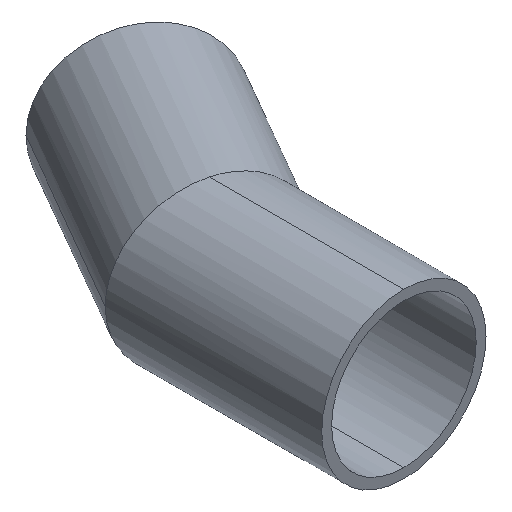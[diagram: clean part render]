
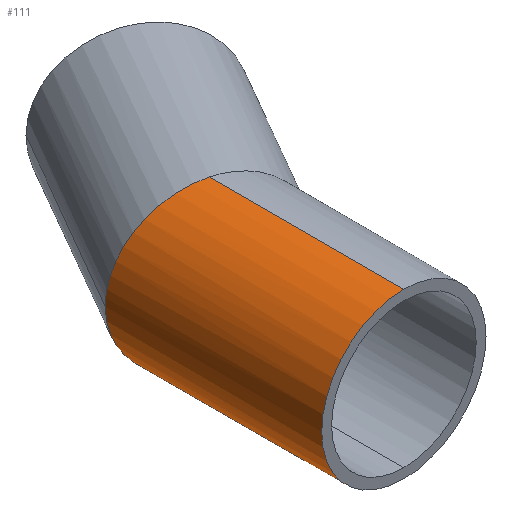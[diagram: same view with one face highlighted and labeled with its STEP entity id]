
A CAD part, isometric view. The second image highlights one B-rep face of the part: STEP entity #111.
In plain terms, the highlighted cylindrical face has radius 55 mm (diameter 110 mm), a partial arc.
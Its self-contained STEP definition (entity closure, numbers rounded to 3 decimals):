
#6 = CARTESIAN_POINT ( 'NONE',  ( 0., 0., -55. ) ) ;
#16 =( BOUNDED_CURVE ( )  B_SPLINE_CURVE ( 3, ( #65, #340, #67, #293 ),
 .UNSPECIFIED., .F., .T. ) 
 B_SPLINE_CURVE_WITH_KNOTS ( ( 4, 4 ),
 ( 4.712, 6.283 ),
 .UNSPECIFIED. ) 
 CURVE ( )  GEOMETRIC_REPRESENTATION_ITEM ( )  RATIONAL_B_SPLINE_CURVE ( ( 1., 0.805, 0.805, 1. ) ) 
 REPRESENTATION_ITEM ( '' )  );
#24 = AXIS2_PLACEMENT_3D ( 'NONE', #211, #95, #174 ) ;
#27 = EDGE_CURVE ( 'NONE', #48, #266, #28, .T. ) ;
#28 = LINE ( 'NONE', #150, #299 ) ;
#33 = LINE ( 'NONE', #6, #260 ) ;
#39 = CARTESIAN_POINT ( 'NONE',  ( 0., 0., 55. ) ) ;
#48 = VERTEX_POINT ( 'NONE', #39 ) ;
#52 = DIRECTION ( 'NONE',  ( 0., 0., 1. ) ) ;
#61 = CARTESIAN_POINT ( 'NONE',  ( -55., 144.961, 0. ) ) ;
#65 = CARTESIAN_POINT ( 'NONE',  ( 0., 130.223, 55. ) ) ;
#67 = CARTESIAN_POINT ( 'NONE',  ( -55., 144.961, 32.218 ) ) ;
#69 = CARTESIAN_POINT ( 'NONE',  ( 0., 130.223, -55. ) ) ;
#72 = CARTESIAN_POINT ( 'NONE',  ( 0., 0., 0. ) ) ;
#77 = ORIENTED_EDGE ( 'NONE', *, *, #27, .T. ) ;
#93 = CARTESIAN_POINT ( 'NONE',  ( 0., 0., -55. ) ) ;
#95 = DIRECTION ( 'NONE',  ( 0., 1., 0. ) ) ;
#102 = VERTEX_POINT ( 'NONE', #93 ) ;
#111 = ADVANCED_FACE ( 'NONE', ( #216 ), #238, .T. ) ;
#119 = CARTESIAN_POINT ( 'NONE',  ( 0., 130.223, 55. ) ) ;
#142 =( BOUNDED_CURVE ( )  B_SPLINE_CURVE ( 3, ( #61, #152, #246, #69 ),
 .UNSPECIFIED., .F., .T. ) 
 B_SPLINE_CURVE_WITH_KNOTS ( ( 4, 4 ),
 ( 0., 1.571 ),
 .UNSPECIFIED. ) 
 CURVE ( )  GEOMETRIC_REPRESENTATION_ITEM ( )  RATIONAL_B_SPLINE_CURVE ( ( 1., 0.805, 0.805, 1. ) ) 
 REPRESENTATION_ITEM ( '' )  );
#150 = CARTESIAN_POINT ( 'NONE',  ( 0., 0., 55. ) ) ;
#152 = CARTESIAN_POINT ( 'NONE',  ( -55., 144.961, -32.218 ) ) ;
#163 = EDGE_CURVE ( 'NONE', #266, #267, #16, .T. ) ;
#166 = AXIS2_PLACEMENT_3D ( 'NONE', #72, #227, #52 ) ;
#174 = DIRECTION ( 'NONE',  ( 0., 0., 1. ) ) ;
#176 = DIRECTION ( 'NONE',  ( 0., 1., 0. ) ) ;
#184 = CIRCLE ( 'NONE', #166, 55. ) ;
#188 = EDGE_LOOP ( 'NONE', ( #191, #307, #77, #247, #301 ) ) ;
#191 = ORIENTED_EDGE ( 'NONE', *, *, #318, .F. ) ;
#211 = CARTESIAN_POINT ( 'NONE',  ( 0., 0., 0. ) ) ;
#216 = FACE_OUTER_BOUND ( 'NONE', #188, .T. ) ;
#227 = DIRECTION ( 'NONE',  ( 0., 1., 0. ) ) ;
#238 = CYLINDRICAL_SURFACE ( 'NONE', #24, 55. ) ;
#246 = CARTESIAN_POINT ( 'NONE',  ( -32.218, 138.856, -55. ) ) ;
#247 = ORIENTED_EDGE ( 'NONE', *, *, #163, .T. ) ;
#260 = VECTOR ( 'NONE', #176, 1000. ) ;
#266 = VERTEX_POINT ( 'NONE', #119 ) ;
#267 = VERTEX_POINT ( 'NONE', #303 ) ;
#270 = EDGE_CURVE ( 'NONE', #267, #377, #142, .T. ) ;
#293 = CARTESIAN_POINT ( 'NONE',  ( -55., 144.961, 0. ) ) ;
#299 = VECTOR ( 'NONE', #369, 1000. ) ;
#301 = ORIENTED_EDGE ( 'NONE', *, *, #270, .T. ) ;
#303 = CARTESIAN_POINT ( 'NONE',  ( -55., 144.961, 0. ) ) ;
#307 = ORIENTED_EDGE ( 'NONE', *, *, #345, .T. ) ;
#318 = EDGE_CURVE ( 'NONE', #102, #377, #33, .T. ) ;
#340 = CARTESIAN_POINT ( 'NONE',  ( -32.218, 138.856, 55. ) ) ;
#345 = EDGE_CURVE ( 'NONE', #102, #48, #184, .T. ) ;
#354 = CARTESIAN_POINT ( 'NONE',  ( 0., 130.223, -55. ) ) ;
#369 = DIRECTION ( 'NONE',  ( 0., 1., 0. ) ) ;
#377 = VERTEX_POINT ( 'NONE', #354 ) ;
